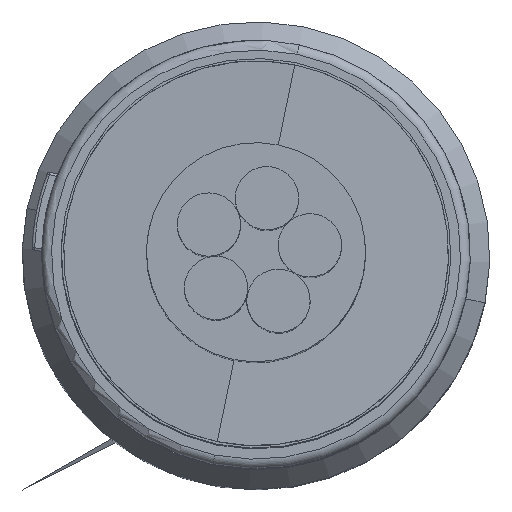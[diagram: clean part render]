
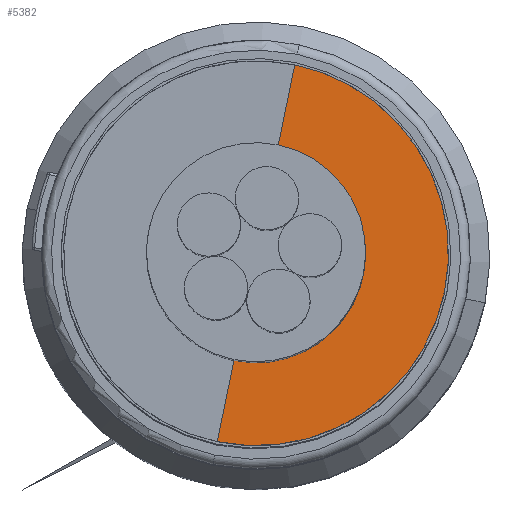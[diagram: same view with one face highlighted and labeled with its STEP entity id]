
A CAD part, top view. The second image highlights one B-rep face of the part: STEP entity #5382.
In plain terms, the highlighted planar face has unit normal (0.051, -0.011, 0.999).
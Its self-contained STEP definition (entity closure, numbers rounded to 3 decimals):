
#5340=AXIS2_PLACEMENT_3D('Plane Axis2P3D',#5337,#5338,#5339) ;
#5274=CARTESIAN_POINT('Vertex',(5.597,8.669,34.95)) ;
#5278=CARTESIAN_POINT('Control Point',(4.003,0.931,34.95)) ;
#5279=CARTESIAN_POINT('Control Point',(4.618,0.805,34.917)) ;
#5280=CARTESIAN_POINT('Control Point',(5.258,0.8,34.884)) ;
#5281=CARTESIAN_POINT('Control Point',(5.887,0.925,34.853)) ;
#5282=CARTESIAN_POINT('Control Point',(7.055,1.411,34.799)) ;
#5283=CARTESIAN_POINT('Control Point',(7.946,2.293,34.762)) ;
#5284=CARTESIAN_POINT('Control Point',(8.298,2.814,34.749)) ;
#5285=CARTESIAN_POINT('Control Point',(8.93,4.316,34.733)) ;
#5286=CARTESIAN_POINT('Control Point',(8.769,5.99,34.759)) ;
#5287=CARTESIAN_POINT('Control Point',(8.338,6.973,34.791)) ;
#5288=CARTESIAN_POINT('Control Point',(7.44,7.937,34.848)) ;
#5289=CARTESIAN_POINT('Control Point',(6.298,8.467,34.912)) ;
#5290=CARTESIAN_POINT('Control Point',(6.069,8.552,34.924)) ;
#5291=CARTESIAN_POINT('Control Point',(5.835,8.62,34.937)) ;
#5292=CARTESIAN_POINT('Control Point',(5.597,8.669,34.95)) ;
#5293=CARTESIAN_POINT('Vertex',(4.003,0.931,34.95)) ;
#5337=CARTESIAN_POINT('Axis2P3D Location',(6.024,10.744,34.95)) ;
#5343=CARTESIAN_POINT('Control Point',(4.346,2.596,34.95)) ;
#5344=CARTESIAN_POINT('Control Point',(4.634,2.537,34.935)) ;
#5345=CARTESIAN_POINT('Control Point',(4.932,2.525,34.919)) ;
#5346=CARTESIAN_POINT('Control Point',(5.229,2.562,34.904)) ;
#5347=CARTESIAN_POINT('Control Point',(5.799,2.731,34.877)) ;
#5348=CARTESIAN_POINT('Control Point',(6.287,3.073,34.855)) ;
#5349=CARTESIAN_POINT('Control Point',(6.5,3.282,34.847)) ;
#5350=CARTESIAN_POINT('Control Point',(6.851,3.764,34.834)) ;
#5351=CARTESIAN_POINT('Control Point',(7.03,4.331,34.831)) ;
#5352=CARTESIAN_POINT('Control Point',(7.073,4.627,34.832)) ;
#5353=CARTESIAN_POINT('Control Point',(7.059,5.223,34.839)) ;
#5354=CARTESIAN_POINT('Control Point',(6.856,5.783,34.855)) ;
#5355=CARTESIAN_POINT('Control Point',(6.71,6.043,34.865)) ;
#5356=CARTESIAN_POINT('Control Point',(6.373,6.464,34.887)) ;
#5357=CARTESIAN_POINT('Control Point',(5.93,6.768,34.913)) ;
#5358=CARTESIAN_POINT('Control Point',(5.714,6.877,34.925)) ;
#5359=CARTESIAN_POINT('Control Point',(5.487,6.956,34.938)) ;
#5360=CARTESIAN_POINT('Control Point',(5.254,7.004,34.95)) ;
#5361=CARTESIAN_POINT('Vertex',(4.346,2.596,34.95)) ;
#5363=CARTESIAN_POINT('Vertex',(5.254,7.004,34.95)) ;
#5366=CARTESIAN_POINT('Line Origine',(4.175,1.764,34.95)) ;
#5371=CARTESIAN_POINT('Line Origine',(5.425,7.836,34.95)) ;
#5338=DIRECTION('Axis2P3D Direction',(-0.051,0.011,-0.999)) ;
#5339=DIRECTION('Axis2P3D XDirection',(-0.978,0.201,0.052)) ;
#5367=DIRECTION('Vector Direction',(-0.202,-0.979,0.)) ;
#5372=DIRECTION('Vector Direction',(-0.202,-0.979,0.)) ;
#5368=VECTOR('Line Direction',#5367,1.) ;
#5373=VECTOR('Line Direction',#5372,1.) ;
#5377=ORIENTED_EDGE('',*,*,#5365,.F.) ;
#5378=ORIENTED_EDGE('',*,*,#5370,.T.) ;
#5379=ORIENTED_EDGE('',*,*,#5295,.T.) ;
#5380=ORIENTED_EDGE('',*,*,#5375,.T.) ;
#5382=ADVANCED_FACE('Hauptk\X2\00F6\X0\rper',(#5381),#5341,.F.) ;
#5277=B_SPLINE_CURVE_WITH_KNOTS('',5,(#5278,#5279,#5280,#5281,#5282,#5283,#5284,#5285,#5286,#5287,#5288,#5289,#5290,#5291,#5292),.UNSPECIFIED.,.F.,.U.,(6,3,3,3,6),(0.,5.439,10.878,19.647,21.756),.UNSPECIFIED.) ;
#5342=B_SPLINE_CURVE_WITH_KNOTS('',5,(#5343,#5344,#5345,#5346,#5347,#5348,#5349,#5350,#5351,#5352,#5353,#5354,#5355,#5356,#5357,#5358,#5359,#5360),.UNSPECIFIED.,.F.,.U.,(6,3,3,3,3,6),(0.,2.547,5.093,7.638,10.185,12.252),.UNSPECIFIED.) ;
#5295=EDGE_CURVE('',#5294,#5275,#5277,.T.) ;
#5365=EDGE_CURVE('',#5362,#5364,#5342,.T.) ;
#5370=EDGE_CURVE('',#5362,#5294,#5369,.T.) ;
#5375=EDGE_CURVE('',#5275,#5364,#5374,.T.) ;
#5376=EDGE_LOOP('',(#5377,#5378,#5379,#5380)) ;
#5381=FACE_OUTER_BOUND('',#5376,.T.) ;
#5369=LINE('Line',#5366,#5368) ;
#5374=LINE('Line',#5371,#5373) ;
#5341=PLANE('',#5340) ;
#5275=VERTEX_POINT('',#5274) ;
#5294=VERTEX_POINT('',#5293) ;
#5362=VERTEX_POINT('',#5361) ;
#5364=VERTEX_POINT('',#5363) ;
